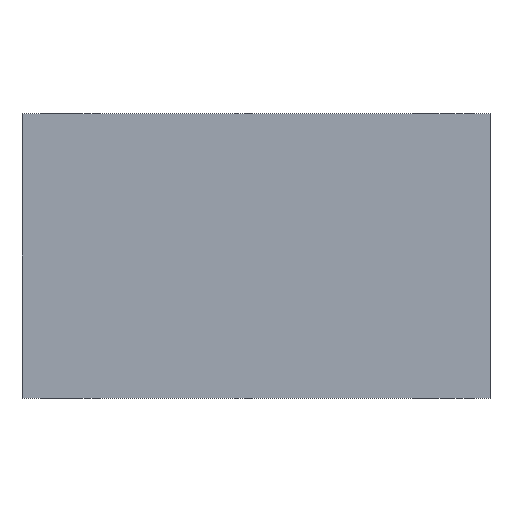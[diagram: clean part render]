
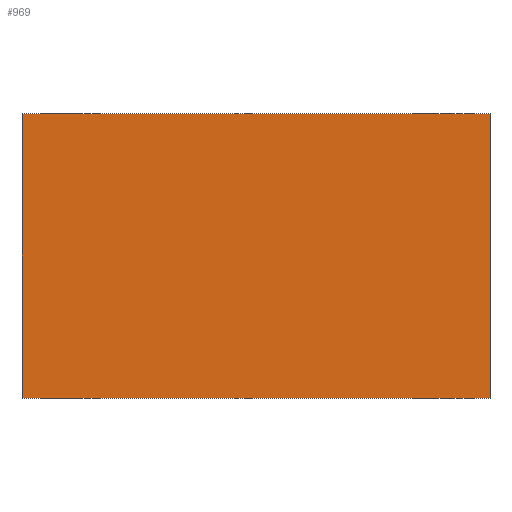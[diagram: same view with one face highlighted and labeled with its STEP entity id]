
A CAD part, front view. The second image highlights one B-rep face of the part: STEP entity #969.
In plain terms, the highlighted planar face has unit normal (0, -1, 0).
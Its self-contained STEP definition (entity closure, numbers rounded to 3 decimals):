
#186=ORIENTED_EDGE('',*,*,#433,.T.);
#187=ORIENTED_EDGE('',*,*,#382,.F.);
#188=ORIENTED_EDGE('',*,*,#430,.F.);
#189=ORIENTED_EDGE('',*,*,#394,.T.);
#382=EDGE_CURVE('',#511,#506,#603,.T.);
#394=EDGE_CURVE('',#522,#521,#609,.T.);
#430=EDGE_CURVE('',#522,#511,#631,.T.);
#433=EDGE_CURVE('',#521,#506,#633,.T.);
#506=VERTEX_POINT('',#1494);
#511=VERTEX_POINT('',#1503);
#521=VERTEX_POINT('',#1526);
#522=VERTEX_POINT('',#1528);
#603=LINE('',#1504,#674);
#609=LINE('',#1527,#680);
#631=LINE('',#1606,#702);
#633=LINE('',#1611,#704);
#674=VECTOR('',#1181,1000.);
#680=VECTOR('',#1201,1000.);
#702=VECTOR('',#1257,1000.);
#704=VECTOR('',#1263,1000.);
#753=EDGE_LOOP('',(#186,#187,#188,#189));
#850=FACE_BOUND('',#753,.T.);
#935=PLANE('',#1067);
#969=ADVANCED_FACE('',(#850),#935,.F.);
#1067=AXIS2_PLACEMENT_3D('',#1612,#1264,#1265);
#1181=DIRECTION('',(0.,0.,-1.));
#1201=DIRECTION('',(0.,0.,-1.));
#1257=DIRECTION('',(1.,0.,0.));
#1263=DIRECTION('',(1.,0.,0.));
#1264=DIRECTION('',(0.,1.,0.));
#1265=DIRECTION('',(0.,0.,1.));
#1494=CARTESIAN_POINT('',(25.,0.,-15.2));
#1503=CARTESIAN_POINT('',(25.,0.,15.2));
#1504=CARTESIAN_POINT('',(25.,0.,15.2));
#1526=CARTESIAN_POINT('',(-25.,0.,-15.2));
#1527=CARTESIAN_POINT('',(-25.,0.,15.2));
#1528=CARTESIAN_POINT('',(-25.,0.,15.2));
#1606=CARTESIAN_POINT('',(-25.,0.,15.2));
#1611=CARTESIAN_POINT('',(-25.,0.,-15.2));
#1612=CARTESIAN_POINT('',(-25.,0.,15.2));
